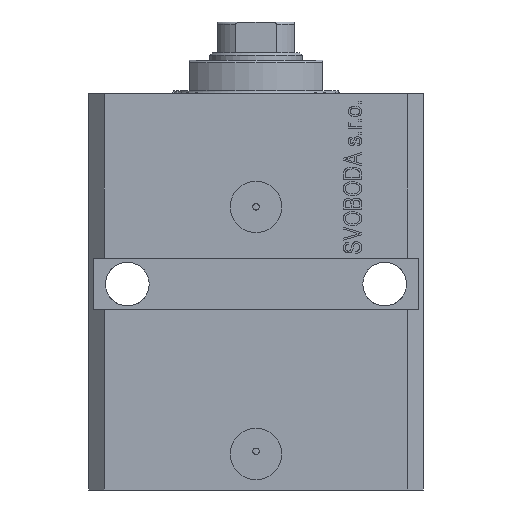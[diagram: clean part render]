
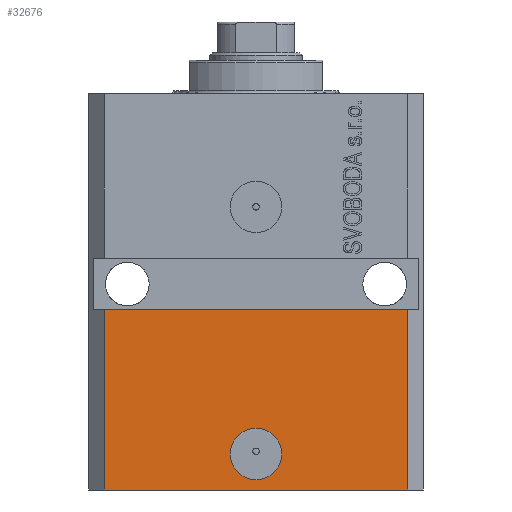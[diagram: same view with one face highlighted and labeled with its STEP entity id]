
A CAD part, front view. The second image highlights one B-rep face of the part: STEP entity #32676.
In plain terms, the highlighted planar face has unit normal (0, -1, 0).
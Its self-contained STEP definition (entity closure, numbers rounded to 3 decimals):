
#57 = DIRECTION ( 'NONE',  ( 0., -1., 0. ) ) ;
#989 = CARTESIAN_POINT ( 'NONE',  ( -29.5, -22.5, -77. ) ) ;
#1138 = CIRCLE ( 'NONE', #2697, 5. ) ;
#1970 = CARTESIAN_POINT ( 'NONE',  ( 29.5, -22.5, -42. ) ) ;
#2697 = AXIS2_PLACEMENT_3D ( 'NONE', #25174, #22488, #29740 ) ;
#2779 = VERTEX_POINT ( 'NONE', #11675 ) ;
#3095 = CARTESIAN_POINT ( 'NONE',  ( 29.5, -22.5, -77. ) ) ;
#4278 = DIRECTION ( 'NONE',  ( 0., 0., 1. ) ) ;
#5073 = DIRECTION ( 'NONE',  ( 1., 0., 0. ) ) ;
#6562 = EDGE_LOOP ( 'NONE', ( #45920, #25631 ) ) ;
#8531 = EDGE_CURVE ( 'NONE', #25777, #2779, #38427, .T. ) ;
#8983 = VERTEX_POINT ( 'NONE', #1970 ) ;
#11672 = VERTEX_POINT ( 'NONE', #3095 ) ;
#11675 = CARTESIAN_POINT ( 'NONE',  ( 5., -22.5, -70. ) ) ;
#12489 = ORIENTED_EDGE ( 'NONE', *, *, #31045, .F. ) ;
#13154 = EDGE_CURVE ( 'NONE', #2779, #25777, #1138, .T. ) ;
#13807 = CARTESIAN_POINT ( 'NONE',  ( -5., -22.5, -70. ) ) ;
#15845 = CARTESIAN_POINT ( 'NONE',  ( -29.5, -22.5, -77. ) ) ;
#16420 = EDGE_CURVE ( 'NONE', #11672, #8983, #28346, .T. ) ;
#16456 = PLANE ( 'NONE',  #43336 ) ;
#17360 = EDGE_CURVE ( 'NONE', #28139, #11672, #37655, .T. ) ;
#17625 = AXIS2_PLACEMENT_3D ( 'NONE', #22775, #19404, #44990 ) ;
#19404 = DIRECTION ( 'NONE',  ( 0., -1., 0. ) ) ;
#19457 = ORIENTED_EDGE ( 'NONE', *, *, #16420, .T. ) ;
#20267 = ORIENTED_EDGE ( 'NONE', *, *, #17360, .T. ) ;
#21527 = DIRECTION ( 'NONE',  ( 1., 0., 0. ) ) ;
#22402 = VERTEX_POINT ( 'NONE', #43334 ) ;
#22488 = DIRECTION ( 'NONE',  ( 0., -1., 0. ) ) ;
#22775 = CARTESIAN_POINT ( 'NONE',  ( 0., -22.5, -70. ) ) ;
#23174 = VECTOR ( 'NONE', #21527, 1000. ) ;
#25174 = CARTESIAN_POINT ( 'NONE',  ( 0., -22.5, -70. ) ) ;
#25631 = ORIENTED_EDGE ( 'NONE', *, *, #8531, .F. ) ;
#25777 = VERTEX_POINT ( 'NONE', #13807 ) ;
#25929 = VECTOR ( 'NONE', #5073, 1000. ) ;
#27766 = ORIENTED_EDGE ( 'NONE', *, *, #30001, .F. ) ;
#28057 = FACE_BOUND ( 'NONE', #6562, .T. ) ;
#28139 = VERTEX_POINT ( 'NONE', #45059 ) ;
#28346 = LINE ( 'NONE', #42568, #35934 ) ;
#29740 = DIRECTION ( 'NONE',  ( 1., 0., 0. ) ) ;
#30001 = EDGE_CURVE ( 'NONE', #22402, #8983, #43488, .T. ) ;
#31045 = EDGE_CURVE ( 'NONE', #28139, #22402, #41907, .T. ) ;
#32398 = DIRECTION ( 'NONE',  ( 1., 0., 0. ) ) ;
#32676 = ADVANCED_FACE ( 'NONE', ( #28057, #42043 ), #16456, .T. ) ;
#35934 = VECTOR ( 'NONE', #38952, 1000. ) ;
#36010 = CARTESIAN_POINT ( 'NONE',  ( -29.5, -22.5, -77. ) ) ;
#37655 = LINE ( 'NONE', #989, #25929 ) ;
#37849 = VECTOR ( 'NONE', #4278, 1000. ) ;
#38427 = CIRCLE ( 'NONE', #17625, 5. ) ;
#38952 = DIRECTION ( 'NONE',  ( 0., 0., 1. ) ) ;
#40790 = EDGE_LOOP ( 'NONE', ( #27766, #12489, #20267, #19457 ) ) ;
#41907 = LINE ( 'NONE', #15845, #37849 ) ;
#42043 = FACE_OUTER_BOUND ( 'NONE', #40790, .T. ) ;
#42568 = CARTESIAN_POINT ( 'NONE',  ( 29.5, -22.5, -77. ) ) ;
#43334 = CARTESIAN_POINT ( 'NONE',  ( -29.5, -22.5, -42. ) ) ;
#43336 = AXIS2_PLACEMENT_3D ( 'NONE', #36010, #57, #32398 ) ;
#43488 = LINE ( 'NONE', #47113, #23174 ) ;
#44990 = DIRECTION ( 'NONE',  ( 1., 0., 0. ) ) ;
#45059 = CARTESIAN_POINT ( 'NONE',  ( -29.5, -22.5, -77. ) ) ;
#45920 = ORIENTED_EDGE ( 'NONE', *, *, #13154, .F. ) ;
#47113 = CARTESIAN_POINT ( 'NONE',  ( -32.5, -22.5, -42. ) ) ;
